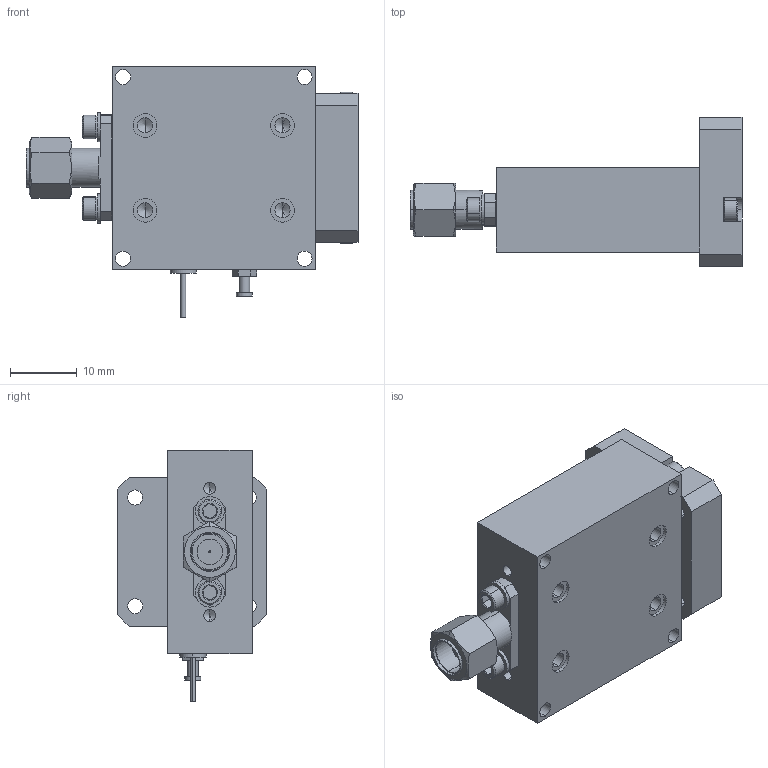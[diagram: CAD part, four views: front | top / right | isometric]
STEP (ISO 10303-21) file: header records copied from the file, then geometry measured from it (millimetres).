
FILE_DESCRIPTION (( 'STEP AP203' ), '1' );
FILE_NAME ('SBP-1832332030-KF42-E1.STEP', '2019-05-30T19:27:03', ( '' ), ( '' ), 'SwSTEP 2.0', 'SolidWorks 2016', '' );
FILE_SCHEMA (( 'CONFIG_CONTROL_DESIGN' ));
Products named in the file (1): SBP-1832332030-KF42-E1
Bounding box: 49.71 x 22.35 x 37.72 mm (x, y, z)
Volume: 14888.3 mm3; surface area: 9449.2 mm2
Topology: 16 solids, 16 shells, 839 faces, 2199 edges, 1402 vertices
Faces by surface type: cylinder 462, plane 207, cone 148, bspline 22
Entity records: 36173 total; most frequent: CARTESIAN_POINT 17514, ORIENTED_EDGE 4310, DIRECTION 3472, EDGE_CURVE 2155, VERTEX_POINT 1402, AXIS2_PLACEMENT_3D 1305, EDGE_LOOP 927, VECTOR 862
